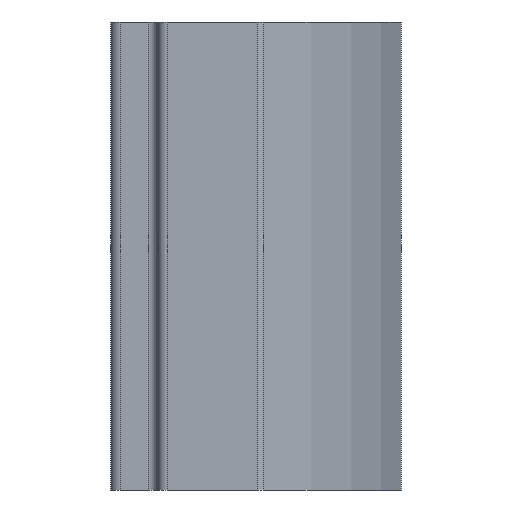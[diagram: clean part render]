
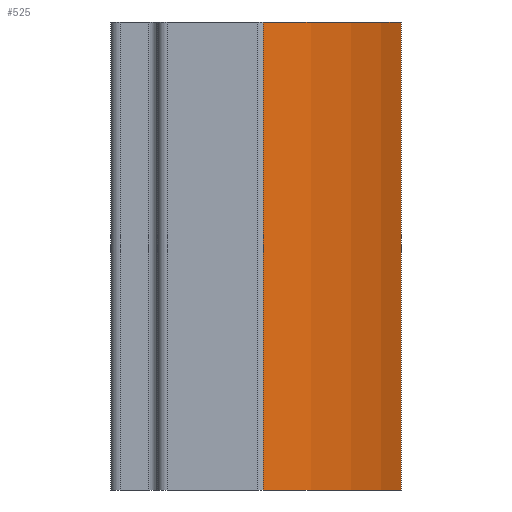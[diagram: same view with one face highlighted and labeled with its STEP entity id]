
A CAD part, left-side view. The second image highlights one B-rep face of the part: STEP entity #525.
In plain terms, the highlighted cylindrical face has radius 8.5 mm (diameter 17 mm), a partial arc.
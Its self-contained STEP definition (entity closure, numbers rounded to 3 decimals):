
#3 = LINE ( 'NONE', #149, #753 ) ;
#55 = DIRECTION ( 'NONE',  ( 1., 0., 0. ) ) ;
#68 = CARTESIAN_POINT ( 'NONE',  ( -0.591, 2.083, 0. ) ) ;
#72 = CARTESIAN_POINT ( 'NONE',  ( -0.591, 2.083, 10. ) ) ;
#125 = EDGE_CURVE ( 'NONE', #240, #546, #422, .T. ) ;
#136 = DIRECTION ( 'NONE',  ( -1., 0., 0. ) ) ;
#138 = DIRECTION ( 'NONE',  ( 0., 0., -1. ) ) ;
#139 = CARTESIAN_POINT ( 'NONE',  ( -2.5, -6.2, 0. ) ) ;
#148 = AXIS2_PLACEMENT_3D ( 'NONE', #72, #432, #136 ) ;
#149 = CARTESIAN_POINT ( 'NONE',  ( -7.206, -3.255, 10. ) ) ;
#184 = DIRECTION ( 'NONE',  ( 0., 0., 1. ) ) ;
#189 = AXIS2_PLACEMENT_3D ( 'NONE', #68, #554, #464 ) ;
#193 = CARTESIAN_POINT ( 'NONE',  ( -7.206, -3.255, 0. ) ) ;
#209 = EDGE_CURVE ( 'NONE', #485, #546, #219, .T. ) ;
#219 = CIRCLE ( 'NONE', #189, 8.5 ) ;
#240 = VERTEX_POINT ( 'NONE', #741 ) ;
#243 = CARTESIAN_POINT ( 'NONE',  ( -0.591, 2.083, 10. ) ) ;
#330 = EDGE_CURVE ( 'NONE', #635, #485, #3, .T. ) ;
#370 = EDGE_CURVE ( 'NONE', #635, #240, #676, .T. ) ;
#378 = CYLINDRICAL_SURFACE ( 'NONE', #148, 8.5 ) ;
#387 = CARTESIAN_POINT ( 'NONE',  ( -7.206, -3.255, 10. ) ) ;
#396 = DIRECTION ( 'NONE',  ( 0., 0., -1. ) ) ;
#422 = LINE ( 'NONE', #467, #744 ) ;
#432 = DIRECTION ( 'NONE',  ( 0., 0., -1. ) ) ;
#464 = DIRECTION ( 'NONE',  ( 1., 0., 0. ) ) ;
#467 = CARTESIAN_POINT ( 'NONE',  ( -2.5, -6.2, 10. ) ) ;
#485 = VERTEX_POINT ( 'NONE', #193 ) ;
#525 = ADVANCED_FACE ( 'NONE', ( #569 ), #378, .T. ) ;
#546 = VERTEX_POINT ( 'NONE', #139 ) ;
#554 = DIRECTION ( 'NONE',  ( 0., 0., 1. ) ) ;
#555 = ORIENTED_EDGE ( 'NONE', *, *, #370, .F. ) ;
#569 = FACE_OUTER_BOUND ( 'NONE', #606, .T. ) ;
#602 = ORIENTED_EDGE ( 'NONE', *, *, #330, .T. ) ;
#606 = EDGE_LOOP ( 'NONE', ( #555, #602, #614, #616 ) ) ;
#614 = ORIENTED_EDGE ( 'NONE', *, *, #209, .T. ) ;
#616 = ORIENTED_EDGE ( 'NONE', *, *, #125, .F. ) ;
#635 = VERTEX_POINT ( 'NONE', #387 ) ;
#641 = AXIS2_PLACEMENT_3D ( 'NONE', #243, #184, #55 ) ;
#676 = CIRCLE ( 'NONE', #641, 8.5 ) ;
#741 = CARTESIAN_POINT ( 'NONE',  ( -2.5, -6.2, 10. ) ) ;
#744 = VECTOR ( 'NONE', #396, 1000. ) ;
#753 = VECTOR ( 'NONE', #138, 1000. ) ;
